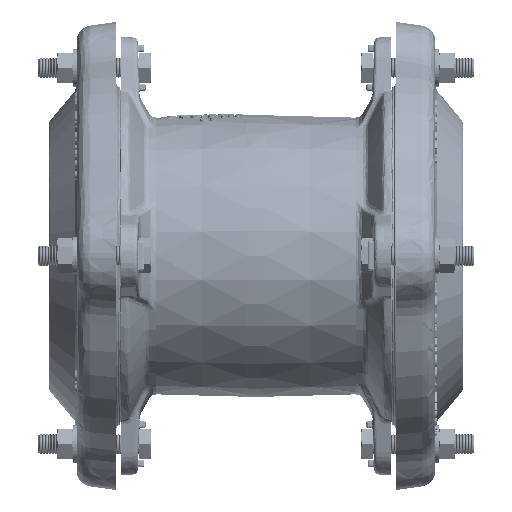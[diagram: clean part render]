
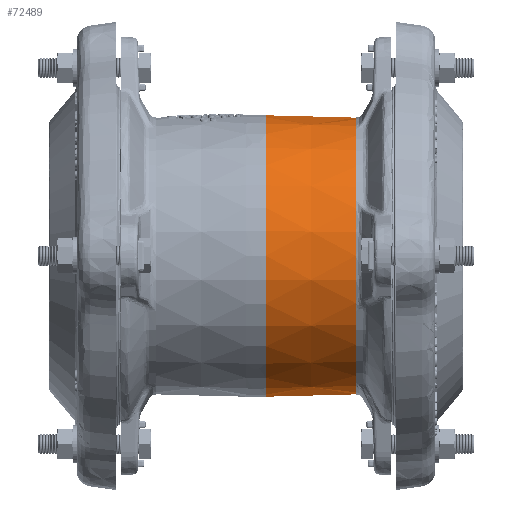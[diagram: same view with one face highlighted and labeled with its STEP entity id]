
A CAD part, top view. The second image highlights one B-rep face of the part: STEP entity #72489.
In plain terms, the highlighted conical face has half-angle 1.5 degrees and reference radius 112.193 mm.
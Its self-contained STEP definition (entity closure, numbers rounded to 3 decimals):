
#4091 = AXIS2_PLACEMENT_3D ( 'NONE', #170911, #385494, #107532 ) ;
#4475 = ORIENTED_EDGE ( 'NONE', *, *, #337923, .T. ) ;
#11684 = CARTESIAN_POINT ( 'NONE',  ( 7.853, 112.193, 0. ) ) ;
#14593 = ORIENTED_EDGE ( 'NONE', *, *, #283482, .T. ) ;
#31246 = VERTEX_POINT ( 'NONE', #193331 ) ;
#32541 = CARTESIAN_POINT ( 'NONE',  ( 7.853, -112.193, 0. ) ) ;
#51153 = CARTESIAN_POINT ( 'NONE',  ( 7.853, 0., 0. ) ) ;
#72489 = ADVANCED_FACE ( 'NONE', ( #376273 ), #144392, .T. ) ;
#75129 = DIRECTION ( 'NONE',  ( -1., 0., 0. ) ) ;
#78066 = EDGE_CURVE ( 'NONE', #31246, #87128, #374114, .T. ) ;
#87128 = VERTEX_POINT ( 'NONE', #11684 ) ;
#89236 = CARTESIAN_POINT ( 'NONE',  ( 7.853, -112.193, 0. ) ) ;
#95145 = VERTEX_POINT ( 'NONE', #210326 ) ;
#102366 = EDGE_CURVE ( 'NONE', #95145, #31246, #250290, .T. ) ;
#107532 = DIRECTION ( 'NONE',  ( 0., 1., 0. ) ) ;
#112428 = ORIENTED_EDGE ( 'NONE', *, *, #78066, .T. ) ;
#119989 = CARTESIAN_POINT ( 'NONE',  ( 7.853, 0., 112.193 ) ) ;
#143496 = DIRECTION ( 'NONE',  ( -1., 0.026, 0. ) ) ;
#144392 = CONICAL_SURFACE ( 'NONE', #270902, 112.193, 0.026 ) ;
#170911 = CARTESIAN_POINT ( 'NONE',  ( 7.853, 0., 0. ) ) ;
#177689 = CARTESIAN_POINT ( 'NONE',  ( 79.414, 0., 0. ) ) ;
#179730 = DIRECTION ( 'NONE',  ( -1., -0.026, 0. ) ) ;
#193331 = CARTESIAN_POINT ( 'NONE',  ( 79.414, 110.319, 0. ) ) ;
#202619 = VERTEX_POINT ( 'NONE', #119989 ) ;
#204906 = DIRECTION ( 'NONE',  ( 0., 1., 0. ) ) ;
#210326 = CARTESIAN_POINT ( 'NONE',  ( 79.414, -110.319, 0. ) ) ;
#217032 = AXIS2_PLACEMENT_3D ( 'NONE', #51153, #270931, #204906 ) ;
#231324 = LINE ( 'NONE', #89236, #250754 ) ;
#236644 = EDGE_CURVE ( 'NONE', #95145, #271183, #231324, .T. ) ;
#245637 = CIRCLE ( 'NONE', #217032, 112.193 ) ;
#250290 = CIRCLE ( 'NONE', #318899, 110.319 ) ;
#250754 = VECTOR ( 'NONE', #179730, 1000. ) ;
#265428 = ORIENTED_EDGE ( 'NONE', *, *, #102366, .T. ) ;
#267560 = CARTESIAN_POINT ( 'NONE',  ( 7.853, 112.193, 0. ) ) ;
#270902 = AXIS2_PLACEMENT_3D ( 'NONE', #315429, #75129, #381413 ) ;
#270931 = DIRECTION ( 'NONE',  ( 1., 0., 0. ) ) ;
#271183 = VERTEX_POINT ( 'NONE', #32541 ) ;
#283482 = EDGE_CURVE ( 'NONE', #202619, #271183, #358444, .T. ) ;
#315429 = CARTESIAN_POINT ( 'NONE',  ( 7.853, 0., 0. ) ) ;
#316134 = VECTOR ( 'NONE', #143496, 1000. ) ;
#316157 = ORIENTED_EDGE ( 'NONE', *, *, #236644, .F. ) ;
#318899 = AXIS2_PLACEMENT_3D ( 'NONE', #177689, #335494, #336841 ) ;
#335494 = DIRECTION ( 'NONE',  ( -1., 0., 0. ) ) ;
#336841 = DIRECTION ( 'NONE',  ( 0., 1., 0. ) ) ;
#337923 = EDGE_CURVE ( 'NONE', #87128, #202619, #245637, .T. ) ;
#358444 = CIRCLE ( 'NONE', #4091, 112.193 ) ;
#362705 = EDGE_LOOP ( 'NONE', ( #265428, #112428, #4475, #14593, #316157 ) ) ;
#374114 = LINE ( 'NONE', #267560, #316134 ) ;
#376273 = FACE_OUTER_BOUND ( 'NONE', #362705, .T. ) ;
#381413 = DIRECTION ( 'NONE',  ( 0., -1., 0. ) ) ;
#385494 = DIRECTION ( 'NONE',  ( 1., 0., 0. ) ) ;
